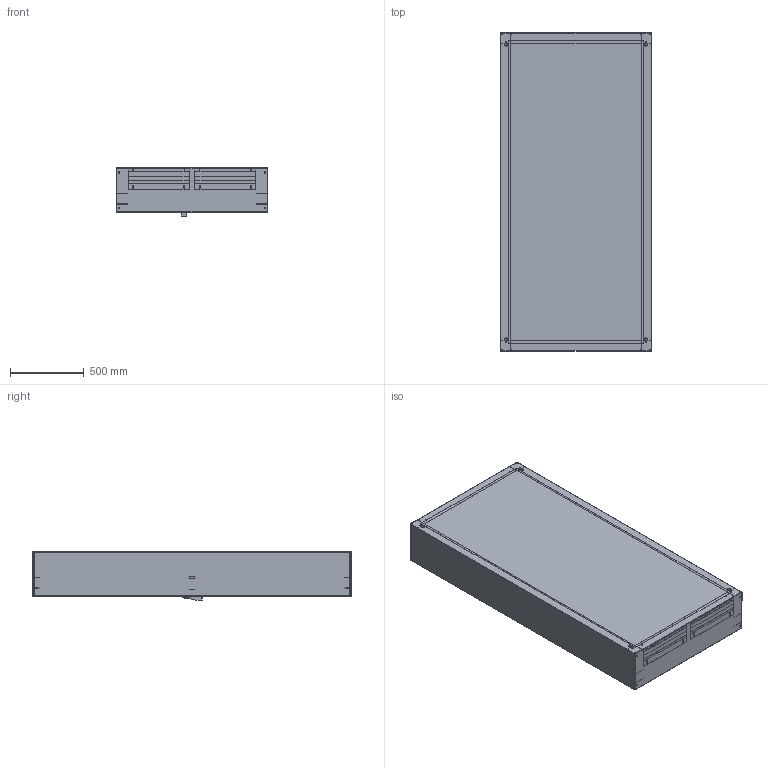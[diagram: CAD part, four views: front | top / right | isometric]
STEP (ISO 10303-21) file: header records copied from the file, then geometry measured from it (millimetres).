
FILE_DESCRIPTION (( 'STEP AP214' ), '1' );
FILE_NAME ('c_il036445-f_3d.STEP', '2019-09-09T09:04:01', ( '' ), ( '' ), 'SwSTEP 2.0', 'SolidWorks 2019', '' );
FILE_SCHEMA (( 'AUTOMOTIVE_DESIGN' ));
Length unit declared in the file: millimetre
Products named in the file (31): Cabel canal; Kutni dio; IL900220-F Bottom; Bottom Shine; part; IL900220-F Top; Assem swinghandle; Sponge part big; WUERTH_03178_hexagonal_nut_DIN_934__M8_8_A2K; Swinghandle; Metal part; IL036445-F enclosure; drzac za shinu; baglama donja_LH; Sponge part small; M8; IL900052-IL900054; IL036445-F Door; black part; Top Shine; Srednji dio; Back plate; IL036445-F Door - Kopie; c_il036445-f_3d; rotation; baglama gornja_LH
Assembly tree (47 placements, depth 3):
  c_il036445-f_3d
    IL036445-F enclosure
    Cabel canal
      Sponge part big
      Sponge part small
    Cabel canal
      Sponge part big
      Sponge part small
    Cabel canal
      Sponge part big
      Sponge part small
    Cabel canal
      Sponge part big
      Sponge part small
    Kutni dio  x4
    Srednji dio  x2
    IL036445-F Door
    IL036445-F Door - Kopie
    IL900220-F Bottom
      baglama donja_LH
      Metal part
    IL900220-F Top
      baglama gornja_LH
      Metal part
    IL900220-F Bottom
      baglama donja_LH
      Metal part
    IL900220-F Top
      baglama gornja_LH
      Metal part
    drzac za shinu  x2
    Assem swinghandle
      black part
      part
      Swinghandle
      rotation
      M8
      WUERTH_03178_hexagonal_nut_DIN_934__M8_8_A2K
    Top Shine
    Bottom Shine
    IL900052-IL900054  x2
    Back plate
Bounding box: 1028 x 2161 x 328.66 mm (x, y, z)
Volume: 13075719.8 mm3; surface area: 15862907.1 mm2
Topology: 46 solids, 46 shells, 1951 faces, 4931 edges, 3092 vertices
Faces by surface type: plane 1043, cylinder 798, bspline 34, torus 34, cone 24, sphere 18
Entity records: 46314 total; most frequent: CARTESIAN_POINT 9192, DIRECTION 7475, ORIENTED_EDGE 7034, EDGE_CURVE 3517, AXIS2_PLACEMENT_3D 2628, VECTOR 2219, LINE 2219, VERTEX_POINT 2188
